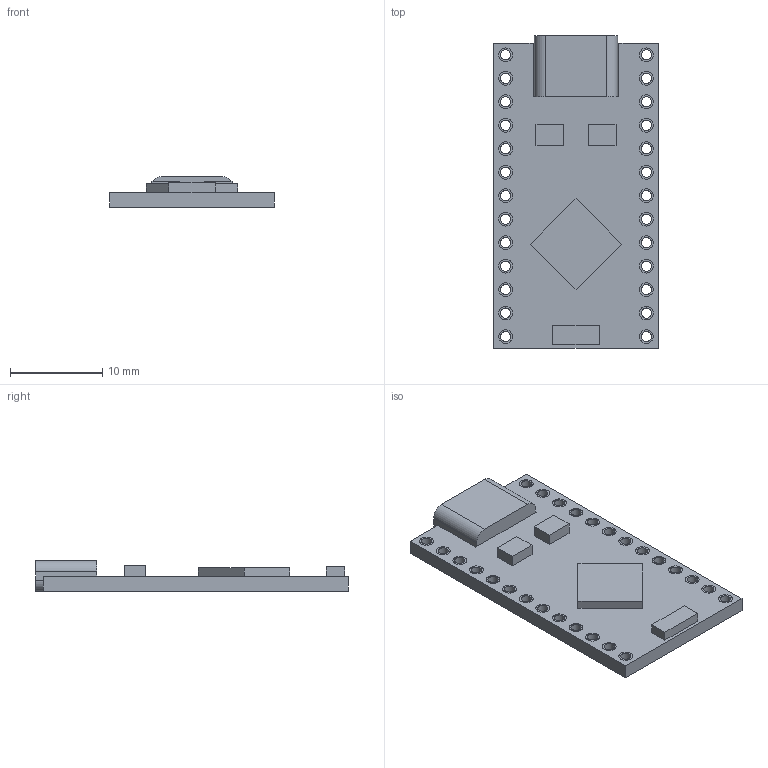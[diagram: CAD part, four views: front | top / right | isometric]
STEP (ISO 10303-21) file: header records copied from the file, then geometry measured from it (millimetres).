
FILE_DESCRIPTION(/* description */ (''),/* implementation_level */ '2;1');
FILE_NAME(/* name */ 'SuperMini_FlatConnector.step',/* time_stamp */ '2025-09-09T05:56:28+07:00',/* author */ (''),/* organization */ (''),/* preprocessor_version */ 'ST-DEVELOPER v20.1',/* originating_system */ 'Autodesk Translation Framework v14.10.0.0',/* authorisation */ '');
FILE_SCHEMA (('AUTOMOTIVE_DESIGN { 1 0 10303 214 3 1 1 }'));
Length unit declared in the file: millimetre
Products named in the file (1): SuperMini
Bounding box: 17.8 x 33.8 x 3.3 mm (x, y, z)
Volume: 984.4 mm3; surface area: 2345 mm2
Topology: 33 solids, 33 shells, 189 faces, 366 edges, 244 vertices
Faces by surface type: plane 103, cylinder 86
Full cylindrical faces by diameter (mm): 1.1 x26, 1.5 x52
Entity records: 5109 total; most frequent: DIRECTION 918, CARTESIAN_POINT 800, ORIENTED_EDGE 732, EDGE_CURVE 366, AXIS2_PLACEMENT_3D 362, EDGE_LOOP 294, VERTEX_POINT 244, LINE 194
